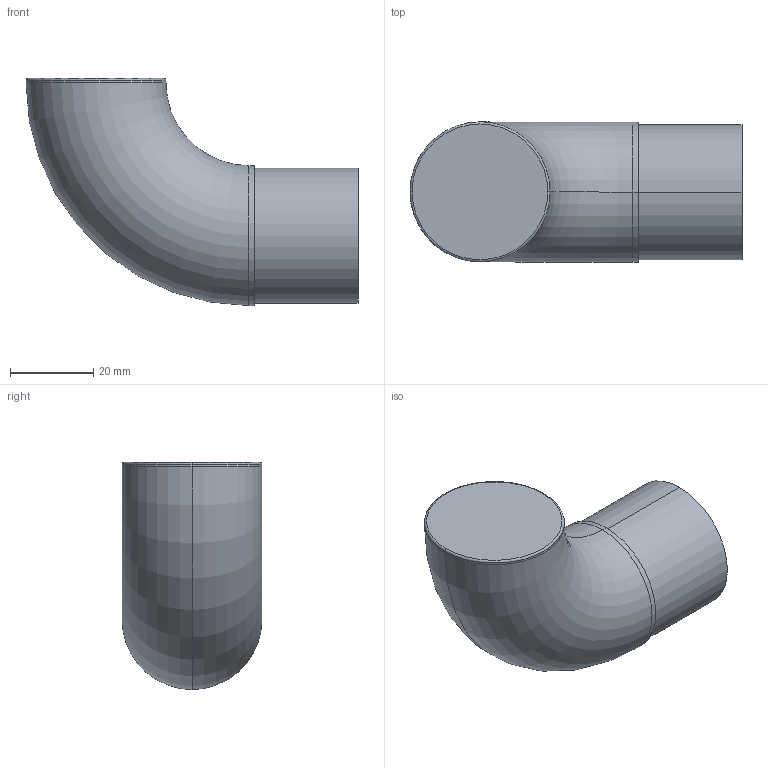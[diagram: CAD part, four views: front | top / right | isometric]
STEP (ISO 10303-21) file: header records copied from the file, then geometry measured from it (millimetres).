
FILE_DESCRIPTION (( 'STEP AP203' ), '1' );
FILE_NAME ('3D_GR1094_33.7x2_188701220.STEP', '2024-10-07T11:49:35', ( '' ), ( '' ), 'SwSTEP 2.0', 'SolidWorks 2024', '' );
FILE_SCHEMA (( 'CONFIG_CONTROL_DESIGN' ));
Length unit declared in the file: millimetre
Products named in the file (1): 3D_GR1094_33.7x2_188701220
Bounding box: 79.96 x 33.7 x 54.7 mm (x, y, z)
Volume: 16778.9 mm3; surface area: 18439.2 mm2
Topology: 1 solids, 1 shells, 18 faces, 34 edges, 20 vertices
Faces by surface type: cylinder 8, torus 6, plane 4
Entity records: 628 total; most frequent: CARTESIAN_POINT 170, DIRECTION 94, ORIENTED_EDGE 68, AXIS2_PLACEMENT_3D 43, EDGE_CURVE 34, CIRCLE 24, EDGE_LOOP 20, VERTEX_POINT 20
